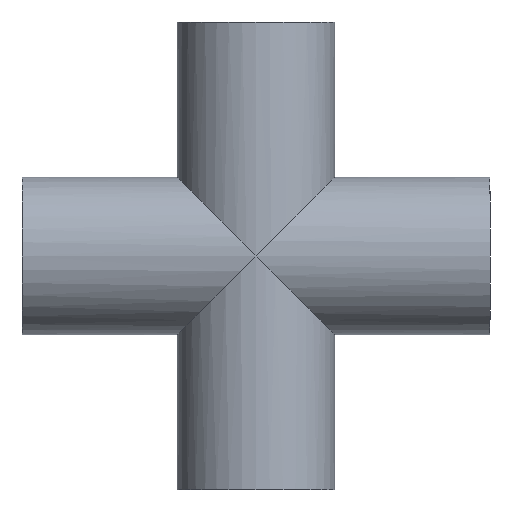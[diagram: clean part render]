
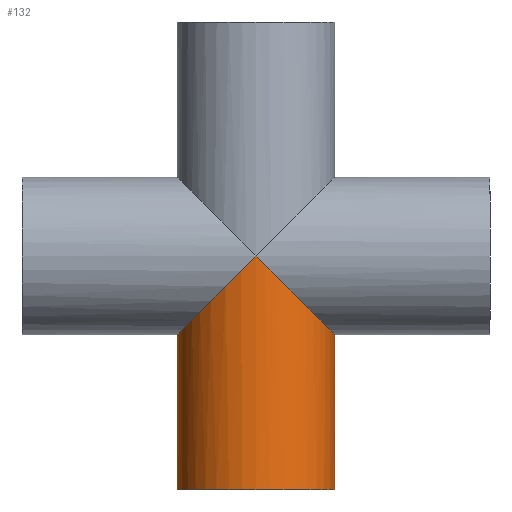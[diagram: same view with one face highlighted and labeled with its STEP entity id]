
A CAD part, left-side view. The second image highlights one B-rep face of the part: STEP entity #132.
In plain terms, the highlighted cylindrical face has radius 15 mm (diameter 30 mm), a partial arc.
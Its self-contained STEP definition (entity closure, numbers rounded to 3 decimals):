
#9 = CARTESIAN_POINT ( 'NONE',  ( -1146., -8.787, -8.787 ) ) ;
#12 = EDGE_CURVE ( 'NONE', #184, #98, #128, .T. ) ;
#16 = DIRECTION ( 'NONE',  ( 0., 0., -1. ) ) ;
#18 = EDGE_CURVE ( 'NONE', #397, #98, #265, .T. ) ;
#24 = CYLINDRICAL_SURFACE ( 'NONE', #189, 15. ) ;
#31 = CARTESIAN_POINT ( 'NONE',  ( -1146., 8.787, -8.787 ) ) ;
#46 = CARTESIAN_POINT ( 'NONE',  ( -1131., -15., -44.5 ) ) ;
#63 = CARTESIAN_POINT ( 'NONE',  ( -1131., -15., -15. ) ) ;
#74 = VERTEX_POINT ( 'NONE', #297 ) ;
#87 = CARTESIAN_POINT ( 'NONE',  ( -1131., -15., -15. ) ) ;
#98 = VERTEX_POINT ( 'NONE', #46 ) ;
#119 = ORIENTED_EDGE ( 'NONE', *, *, #389, .T. ) ;
#128 = CIRCLE ( 'NONE', #283, 15. ) ;
#131 = DIRECTION ( 'NONE',  ( 0., 0., 1. ) ) ;
#132 = ADVANCED_FACE ( 'NONE', ( #172 ), #24, .T. ) ;
#137 =( BOUNDED_CURVE ( )  B_SPLINE_CURVE ( 3, ( #63, #281, #9, #187 ),
 .UNSPECIFIED., .F., .T. ) 
 B_SPLINE_CURVE_WITH_KNOTS ( ( 4, 4 ),
 ( 3.142, 4.712 ),
 .UNSPECIFIED. ) 
 CURVE ( )  GEOMETRIC_REPRESENTATION_ITEM ( )  RATIONAL_B_SPLINE_CURVE ( ( 1., 0.805, 0.805, 1. ) ) 
 REPRESENTATION_ITEM ( '' )  );
#141 = DIRECTION ( 'NONE',  ( 0., -1., 0. ) ) ;
#151 = CARTESIAN_POINT ( 'NONE',  ( -1139.787, 15., -15. ) ) ;
#172 = FACE_OUTER_BOUND ( 'NONE', #225, .T. ) ;
#174 = CARTESIAN_POINT ( 'NONE',  ( -1131., 15., -44.5 ) ) ;
#180 = CARTESIAN_POINT ( 'NONE',  ( -1131., 0., 44.5 ) ) ;
#184 = VERTEX_POINT ( 'NONE', #174 ) ;
#187 = CARTESIAN_POINT ( 'NONE',  ( -1146., 0., 0. ) ) ;
#188 = ORIENTED_EDGE ( 'NONE', *, *, #331, .T. ) ;
#189 = AXIS2_PLACEMENT_3D ( 'NONE', #180, #303, #141 ) ;
#205 = VECTOR ( 'NONE', #16, 1000. ) ;
#216 = LINE ( 'NONE', #318, #392 ) ;
#218 = ORIENTED_EDGE ( 'NONE', *, *, #327, .T. ) ;
#221 = VERTEX_POINT ( 'NONE', #363 ) ;
#225 = EDGE_LOOP ( 'NONE', ( #188, #119, #288, #326, #218 ) ) ;
#262 = CARTESIAN_POINT ( 'NONE',  ( -1131., 0., -44.5 ) ) ;
#265 = LINE ( 'NONE', #299, #205 ) ;
#278 = CARTESIAN_POINT ( 'NONE',  ( -1146., 0., 0. ) ) ;
#281 = CARTESIAN_POINT ( 'NONE',  ( -1139.787, -15., -15. ) ) ;
#283 = AXIS2_PLACEMENT_3D ( 'NONE', #262, #131, #355 ) ;
#288 = ORIENTED_EDGE ( 'NONE', *, *, #12, .T. ) ;
#297 = CARTESIAN_POINT ( 'NONE',  ( -1146., 0., 0. ) ) ;
#299 = CARTESIAN_POINT ( 'NONE',  ( -1131., -15., 44.5 ) ) ;
#303 = DIRECTION ( 'NONE',  ( 0., 0., -1. ) ) ;
#318 = CARTESIAN_POINT ( 'NONE',  ( -1131., 15., 44.5 ) ) ;
#326 = ORIENTED_EDGE ( 'NONE', *, *, #18, .F. ) ;
#327 = EDGE_CURVE ( 'NONE', #397, #74, #137, .T. ) ;
#331 = EDGE_CURVE ( 'NONE', #74, #221, #361, .T. ) ;
#345 = CARTESIAN_POINT ( 'NONE',  ( -1131., 15., -15. ) ) ;
#355 = DIRECTION ( 'NONE',  ( 0., 1., 0. ) ) ;
#361 =( BOUNDED_CURVE ( )  B_SPLINE_CURVE ( 3, ( #278, #31, #151, #345 ),
 .UNSPECIFIED., .F., .T. ) 
 B_SPLINE_CURVE_WITH_KNOTS ( ( 4, 4 ),
 ( 4.712, 6.283 ),
 .UNSPECIFIED. ) 
 CURVE ( )  GEOMETRIC_REPRESENTATION_ITEM ( )  RATIONAL_B_SPLINE_CURVE ( ( 1., 0.805, 0.805, 1. ) ) 
 REPRESENTATION_ITEM ( '' )  );
#363 = CARTESIAN_POINT ( 'NONE',  ( -1131., 15., -15. ) ) ;
#372 = DIRECTION ( 'NONE',  ( 0., 0., -1. ) ) ;
#389 = EDGE_CURVE ( 'NONE', #221, #184, #216, .T. ) ;
#392 = VECTOR ( 'NONE', #372, 1000. ) ;
#397 = VERTEX_POINT ( 'NONE', #87 ) ;
